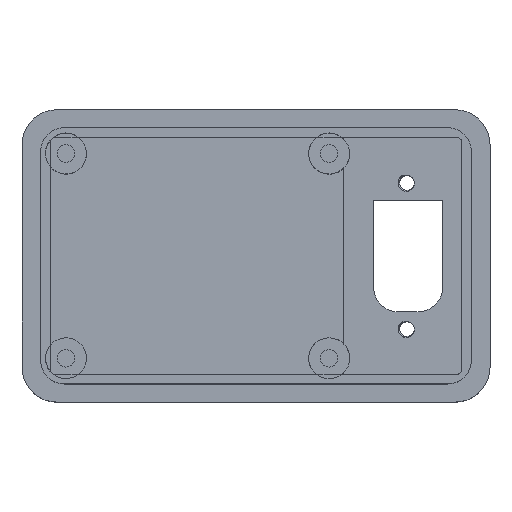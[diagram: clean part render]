
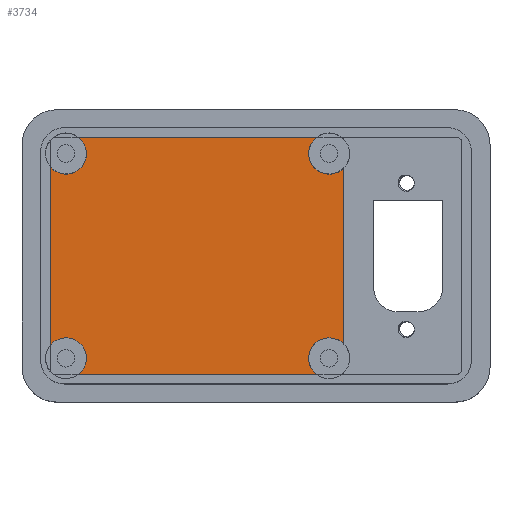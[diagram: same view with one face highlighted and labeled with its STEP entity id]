
A CAD part, top view. The second image highlights one B-rep face of the part: STEP entity #3734.
In plain terms, the highlighted planar face has unit normal (0, 0, 1).
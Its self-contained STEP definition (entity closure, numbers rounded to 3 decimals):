
#2637 = VERTEX_POINT('',#2638);
#2638 = CARTESIAN_POINT('',(10.4,20.3,-14.));
#2644 = EDGE_CURVE('',#2637,#2645,#2647,.T.);
#2645 = VERTEX_POINT('',#2646);
#2646 = CARTESIAN_POINT('',(-30.4,20.3,-14.));
#2647 = LINE('',#2648,#2649);
#2648 = CARTESIAN_POINT('',(35.2,20.3,-14.));
#2649 = VECTOR('',#2650,1.);
#2650 = DIRECTION('',(-1.,0.,0.));
#2780 = VERTEX_POINT('',#2781);
#2781 = CARTESIAN_POINT('',(-35.2,15.273,-14.));
#2787 = EDGE_CURVE('',#2780,#2788,#2790,.T.);
#2788 = VERTEX_POINT('',#2789);
#2789 = CARTESIAN_POINT('',(-35.2,-15.273,-14.));
#2790 = LINE('',#2791,#2792);
#2791 = CARTESIAN_POINT('',(-35.2,20.3,-14.));
#2792 = VECTOR('',#2793,1.);
#2793 = DIRECTION('',(0.,-1.,0.));
#2923 = VERTEX_POINT('',#2924);
#2924 = CARTESIAN_POINT('',(-30.4,-20.3,-14.));
#2930 = EDGE_CURVE('',#2923,#2931,#2933,.T.);
#2931 = VERTEX_POINT('',#2932);
#2932 = CARTESIAN_POINT('',(10.4,-20.3,-14.));
#2933 = LINE('',#2934,#2935);
#2934 = CARTESIAN_POINT('',(-35.2,-20.3,-14.));
#2935 = VECTOR('',#2936,1.);
#2936 = DIRECTION('',(1.,0.,0.));
#3705 = EDGE_CURVE('',#3706,#2645,#3708,.T.);
#3706 = VERTEX_POINT('',#3707);
#3707 = CARTESIAN_POINT('',(-29.,17.5,-14.));
#3708 = CIRCLE('',#3709,3.5);
#3709 = AXIS2_PLACEMENT_3D('',#3710,#3711,#3712);
#3710 = CARTESIAN_POINT('',(-32.5,17.5,-14.));
#3711 = DIRECTION('',(0.,0.,1.));
#3712 = DIRECTION('',(1.,0.,0.));
#3734 = ADVANCED_FACE('',(#3735),#3788,.T.);
#3735 = FACE_BOUND('',#3736,.T.);
#3736 = EDGE_LOOP('',(#3737,#3746,#3747,#3756,#3764,#3771,#3772,#3773,
    #3780,#3781));
#3737 = ORIENTED_EDGE('',*,*,#3738,.F.);
#3738 = EDGE_CURVE('',#2923,#3739,#3741,.T.);
#3739 = VERTEX_POINT('',#3740);
#3740 = CARTESIAN_POINT('',(-29.,-17.5,-14.));
#3741 = CIRCLE('',#3742,3.5);
#3742 = AXIS2_PLACEMENT_3D('',#3743,#3744,#3745);
#3743 = CARTESIAN_POINT('',(-32.5,-17.5,-14.));
#3744 = DIRECTION('',(0.,0.,1.));
#3745 = DIRECTION('',(1.,0.,0.));
#3746 = ORIENTED_EDGE('',*,*,#2930,.T.);
#3747 = ORIENTED_EDGE('',*,*,#3748,.F.);
#3748 = EDGE_CURVE('',#3749,#2931,#3751,.T.);
#3749 = VERTEX_POINT('',#3750);
#3750 = CARTESIAN_POINT('',(15.,-15.051,-14.));
#3751 = CIRCLE('',#3752,3.5);
#3752 = AXIS2_PLACEMENT_3D('',#3753,#3754,#3755);
#3753 = CARTESIAN_POINT('',(12.5,-17.5,-14.));
#3754 = DIRECTION('',(0.,0.,1.));
#3755 = DIRECTION('',(1.,0.,0.));
#3756 = ORIENTED_EDGE('',*,*,#3757,.F.);
#3757 = EDGE_CURVE('',#3758,#3749,#3760,.T.);
#3758 = VERTEX_POINT('',#3759);
#3759 = CARTESIAN_POINT('',(15.,15.051,-14.));
#3760 = LINE('',#3761,#3762);
#3761 = CARTESIAN_POINT('',(15.,21.,-14.));
#3762 = VECTOR('',#3763,1.);
#3763 = DIRECTION('',(0.,-1.,0.));
#3764 = ORIENTED_EDGE('',*,*,#3765,.F.);
#3765 = EDGE_CURVE('',#2637,#3758,#3766,.T.);
#3766 = CIRCLE('',#3767,3.5);
#3767 = AXIS2_PLACEMENT_3D('',#3768,#3769,#3770);
#3768 = CARTESIAN_POINT('',(12.5,17.5,-14.));
#3769 = DIRECTION('',(0.,0.,1.));
#3770 = DIRECTION('',(1.,0.,0.));
#3771 = ORIENTED_EDGE('',*,*,#2644,.T.);
#3772 = ORIENTED_EDGE('',*,*,#3705,.F.);
#3773 = ORIENTED_EDGE('',*,*,#3774,.F.);
#3774 = EDGE_CURVE('',#2780,#3706,#3775,.T.);
#3775 = CIRCLE('',#3776,3.5);
#3776 = AXIS2_PLACEMENT_3D('',#3777,#3778,#3779);
#3777 = CARTESIAN_POINT('',(-32.5,17.5,-14.));
#3778 = DIRECTION('',(0.,0.,1.));
#3779 = DIRECTION('',(1.,0.,0.));
#3780 = ORIENTED_EDGE('',*,*,#2787,.T.);
#3781 = ORIENTED_EDGE('',*,*,#3782,.F.);
#3782 = EDGE_CURVE('',#3739,#2788,#3783,.T.);
#3783 = CIRCLE('',#3784,3.5);
#3784 = AXIS2_PLACEMENT_3D('',#3785,#3786,#3787);
#3785 = CARTESIAN_POINT('',(-32.5,-17.5,-14.));
#3786 = DIRECTION('',(0.,0.,1.));
#3787 = DIRECTION('',(1.,0.,0.));
#3788 = PLANE('',#3789);
#3789 = AXIS2_PLACEMENT_3D('',#3790,#3791,#3792);
#3790 = CARTESIAN_POINT('',(0.,0.,-14.));
#3791 = DIRECTION('',(0.,0.,1.));
#3792 = DIRECTION('',(1.,0.,0.));
